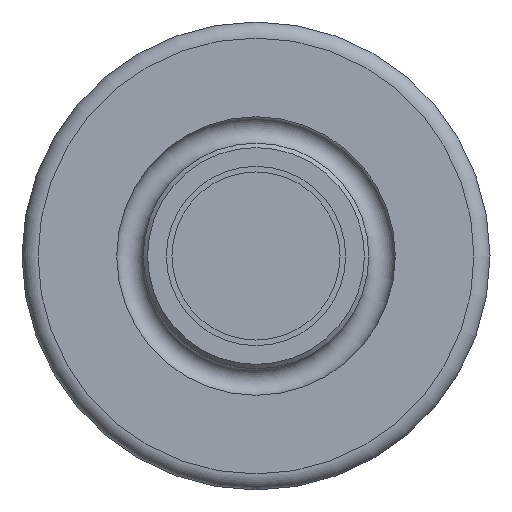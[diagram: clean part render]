
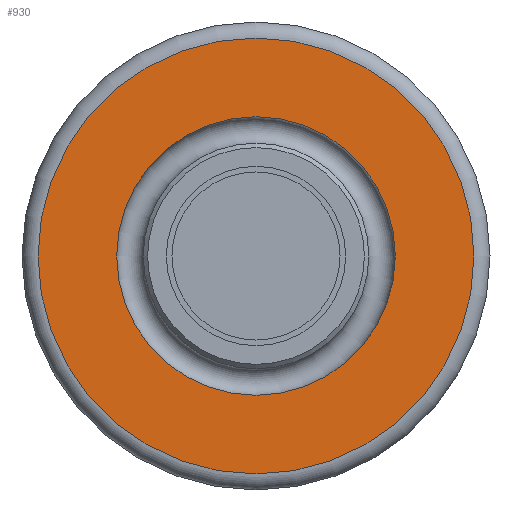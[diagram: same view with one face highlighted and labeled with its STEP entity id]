
A CAD part, left-side view. The second image highlights one B-rep face of the part: STEP entity #930.
In plain terms, the highlighted planar face has unit normal (-1, 0, 0).
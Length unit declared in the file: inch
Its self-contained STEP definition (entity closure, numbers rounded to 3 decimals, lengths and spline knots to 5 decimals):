
#66 = DIRECTION ( 'NONE',  ( 0., 0., -1. ) ) ;
#131 = EDGE_LOOP ( 'NONE', ( #607 ) ) ;
#140 = CARTESIAN_POINT ( 'NONE',  ( 0., 0., 0. ) ) ;
#249 = VERTEX_POINT ( 'NONE', #554 ) ;
#368 = FACE_BOUND ( 'NONE', #591, .T. ) ;
#388 = CARTESIAN_POINT ( 'NONE',  ( 0., 0., 0. ) ) ;
#411 = DIRECTION ( 'NONE',  ( 0., 0., 1. ) ) ;
#433 = DIRECTION ( 'NONE',  ( -1., 0., 0. ) ) ;
#466 = DIRECTION ( 'NONE',  ( 0., 0., 1. ) ) ;
#501 = ORIENTED_EDGE ( 'NONE', *, *, #842, .F. ) ;
#554 = CARTESIAN_POINT ( 'NONE',  ( 0., 0., 0.15773 ) ) ;
#561 = CIRCLE ( 'NONE', #801, 0.15773 ) ;
#591 = EDGE_LOOP ( 'NONE', ( #501 ) ) ;
#607 = ORIENTED_EDGE ( 'NONE', *, *, #628, .T. ) ;
#628 = EDGE_CURVE ( 'NONE', #1188, #1188, #661, .T. ) ;
#661 = CIRCLE ( 'NONE', #1194, 0.24683 ) ;
#675 = AXIS2_PLACEMENT_3D ( 'NONE', #931, #918, #66 ) ;
#801 = AXIS2_PLACEMENT_3D ( 'NONE', #388, #1037, #466 ) ;
#818 = PLANE ( 'NONE',  #675 ) ;
#842 = EDGE_CURVE ( 'NONE', #249, #249, #561, .T. ) ;
#918 = DIRECTION ( 'NONE',  ( 1., 0., 0. ) ) ;
#930 = ADVANCED_FACE ( 'NONE', ( #368, #1121 ), #818, .F. ) ;
#931 = CARTESIAN_POINT ( 'NONE',  ( 0., 0.24683, 0. ) ) ;
#1021 = CARTESIAN_POINT ( 'NONE',  ( 0., 0., 0.24683 ) ) ;
#1037 = DIRECTION ( 'NONE',  ( -1., 0., 0. ) ) ;
#1121 = FACE_OUTER_BOUND ( 'NONE', #131, .T. ) ;
#1188 = VERTEX_POINT ( 'NONE', #1021 ) ;
#1194 = AXIS2_PLACEMENT_3D ( 'NONE', #140, #433, #411 ) ;
